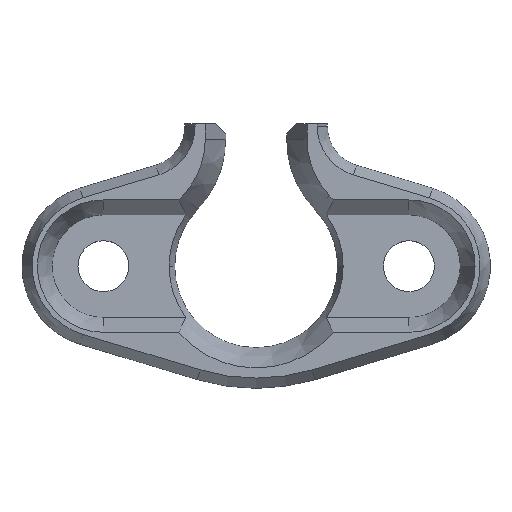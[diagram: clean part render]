
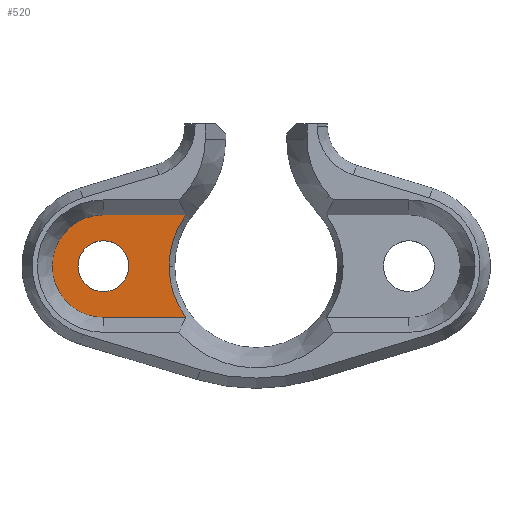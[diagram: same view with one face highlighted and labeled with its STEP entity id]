
A CAD part, top view. The second image highlights one B-rep face of the part: STEP entity #520.
In plain terms, the highlighted planar face has unit normal (0, 0, 1).
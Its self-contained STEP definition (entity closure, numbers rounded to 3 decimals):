
#11 = CARTESIAN_POINT ( 'NONE',  ( -7.5, 0., 1. ) ) ;
#18 = VECTOR ( 'NONE', #1224, 1000. ) ;
#23 = LINE ( 'NONE', #551, #1755 ) ;
#26 = DIRECTION ( 'NONE',  ( 1., 0., 0. ) ) ;
#66 = DIRECTION ( 'NONE',  ( 1., 0., 0. ) ) ;
#102 = EDGE_LOOP ( 'NONE', ( #490, #260 ) ) ;
#119 = EDGE_CURVE ( 'NONE', #631, #1712, #1368, .T. ) ;
#120 = ORIENTED_EDGE ( 'NONE', *, *, #119, .T. ) ;
#136 = CIRCLE ( 'NONE', #952, 1.25 ) ;
#167 = DIRECTION ( 'NONE',  ( 1., 0., 0. ) ) ;
#213 = CARTESIAN_POINT ( 'NONE',  ( -7.5, 0., 1. ) ) ;
#234 = FACE_BOUND ( 'NONE', #102, .T. ) ;
#235 = DIRECTION ( 'NONE',  ( 1., 0., 0. ) ) ;
#260 = ORIENTED_EDGE ( 'NONE', *, *, #498, .F. ) ;
#282 = AXIS2_PLACEMENT_3D ( 'NONE', #213, #1448, #623 ) ;
#291 = FACE_OUTER_BOUND ( 'NONE', #784, .T. ) ;
#335 = CARTESIAN_POINT ( 'NONE',  ( -7.5, 2.522, 1. ) ) ;
#360 = ORIENTED_EDGE ( 'NONE', *, *, #1615, .F. ) ;
#386 = DIRECTION ( 'NONE',  ( 0., 0., 1. ) ) ;
#388 = CARTESIAN_POINT ( 'NONE',  ( -3.448, 2.522, 1. ) ) ;
#394 = DIRECTION ( 'NONE',  ( 1., 0., 0. ) ) ;
#458 = CIRCLE ( 'NONE', #1780, 4.272 ) ;
#490 = ORIENTED_EDGE ( 'NONE', *, *, #1722, .F. ) ;
#498 = EDGE_CURVE ( 'NONE', #1556, #869, #136, .T. ) ;
#520 = ADVANCED_FACE ( 'NONE', ( #234, #291 ), #1113, .T. ) ;
#551 = CARTESIAN_POINT ( 'NONE',  ( -7.5, -2.522, 1. ) ) ;
#623 = DIRECTION ( 'NONE',  ( 1., 0., 0. ) ) ;
#631 = VERTEX_POINT ( 'NONE', #335 ) ;
#632 = CARTESIAN_POINT ( 'NONE',  ( -4.272, 0., 1. ) ) ;
#637 = ORIENTED_EDGE ( 'NONE', *, *, #1284, .T. ) ;
#652 = CARTESIAN_POINT ( 'NONE',  ( -8.75, 0., 1. ) ) ;
#668 = AXIS2_PLACEMENT_3D ( 'NONE', #11, #694, #167 ) ;
#694 = DIRECTION ( 'NONE',  ( 0., 0., 1. ) ) ;
#718 = VERTEX_POINT ( 'NONE', #632 ) ;
#757 = CARTESIAN_POINT ( 'NONE',  ( -7.5, -2.522, 1. ) ) ;
#784 = EDGE_LOOP ( 'NONE', ( #360, #637, #120, #1517, #911 ) ) ;
#819 = VERTEX_POINT ( 'NONE', #923 ) ;
#824 = EDGE_CURVE ( 'NONE', #718, #819, #458, .T. ) ;
#833 = CARTESIAN_POINT ( 'NONE',  ( -7.5, 0., 1. ) ) ;
#869 = VERTEX_POINT ( 'NONE', #652 ) ;
#886 = CIRCLE ( 'NONE', #1307, 4.272 ) ;
#891 = EDGE_CURVE ( 'NONE', #1712, #819, #23, .T. ) ;
#911 = ORIENTED_EDGE ( 'NONE', *, *, #824, .F. ) ;
#923 = CARTESIAN_POINT ( 'NONE',  ( -3.448, -2.522, 1. ) ) ;
#937 = CIRCLE ( 'NONE', #282, 1.25 ) ;
#952 = AXIS2_PLACEMENT_3D ( 'NONE', #833, #1523, #26 ) ;
#1053 = DIRECTION ( 'NONE',  ( 0., 0., 1. ) ) ;
#1068 = AXIS2_PLACEMENT_3D ( 'NONE', #1190, #1053, #235 ) ;
#1113 = PLANE ( 'NONE',  #668 ) ;
#1122 = LINE ( 'NONE', #1613, #18 ) ;
#1183 = CARTESIAN_POINT ( 'NONE',  ( 0., 0., 1. ) ) ;
#1190 = CARTESIAN_POINT ( 'NONE',  ( -7.5, 0., 1. ) ) ;
#1224 = DIRECTION ( 'NONE',  ( -1., 0., 0. ) ) ;
#1284 = EDGE_CURVE ( 'NONE', #1787, #631, #1122, .T. ) ;
#1307 = AXIS2_PLACEMENT_3D ( 'NONE', #1183, #1580, #66 ) ;
#1368 = CIRCLE ( 'NONE', #1068, 2.522 ) ;
#1374 = DIRECTION ( 'NONE',  ( 1., 0., 0. ) ) ;
#1448 = DIRECTION ( 'NONE',  ( 0., 0., 1. ) ) ;
#1517 = ORIENTED_EDGE ( 'NONE', *, *, #891, .T. ) ;
#1523 = DIRECTION ( 'NONE',  ( 0., 0., 1. ) ) ;
#1556 = VERTEX_POINT ( 'NONE', #1714 ) ;
#1580 = DIRECTION ( 'NONE',  ( 0., 0., 1. ) ) ;
#1613 = CARTESIAN_POINT ( 'NONE',  ( -7.5, 2.522, 1. ) ) ;
#1615 = EDGE_CURVE ( 'NONE', #1787, #718, #886, .T. ) ;
#1712 = VERTEX_POINT ( 'NONE', #757 ) ;
#1714 = CARTESIAN_POINT ( 'NONE',  ( -6.25, 0., 1. ) ) ;
#1722 = EDGE_CURVE ( 'NONE', #869, #1556, #937, .T. ) ;
#1755 = VECTOR ( 'NONE', #1374, 1000. ) ;
#1756 = CARTESIAN_POINT ( 'NONE',  ( 0., 0., 1. ) ) ;
#1780 = AXIS2_PLACEMENT_3D ( 'NONE', #1756, #386, #394 ) ;
#1787 = VERTEX_POINT ( 'NONE', #388 ) ;
